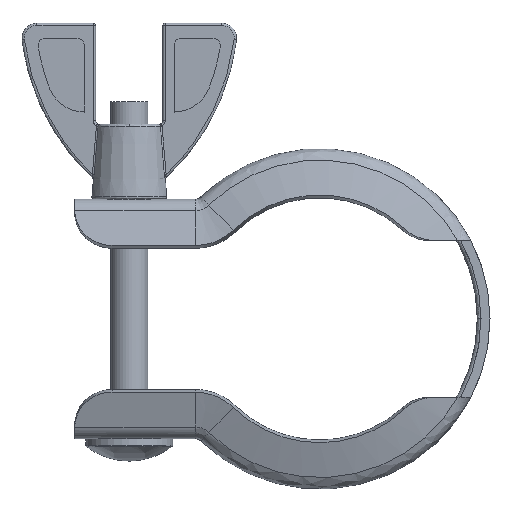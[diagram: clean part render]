
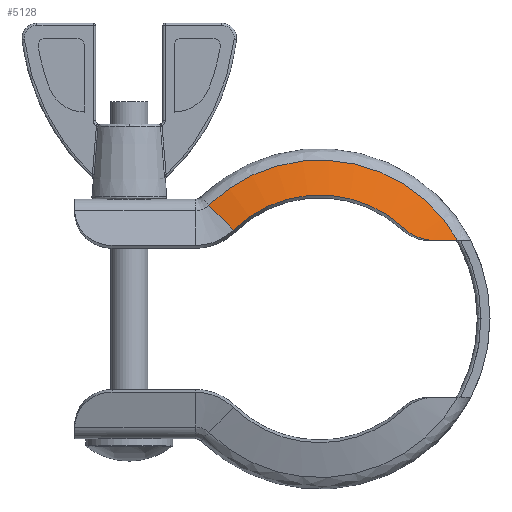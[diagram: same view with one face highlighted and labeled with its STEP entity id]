
A CAD part, top view. The second image highlights one B-rep face of the part: STEP entity #5128.
In plain terms, the highlighted conical face has half-angle 72.5 degrees and reference radius 21.212 mm.
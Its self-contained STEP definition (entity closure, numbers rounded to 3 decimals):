
#173 = CARTESIAN_POINT ( 'NONE',  ( 14.724, 10.5, 6.866 ) ) ;
#176 = EDGE_CURVE ( 'NONE', #4999, #2234, #265, .T. ) ;
#193 = DIRECTION ( 'NONE',  ( 1., 0., 0. ) ) ;
#265 = CIRCLE ( 'NONE', #8248, 16.55 ) ;
#618 = VERTEX_POINT ( 'NONE', #5200 ) ;
#670 = EDGE_CURVE ( 'NONE', #7472, #4999, #1701, .T. ) ;
#780 = CARTESIAN_POINT ( 'NONE',  ( 12.768, 11.047, 7.245 ) ) ;
#928 = ORIENTED_EDGE ( 'NONE', *, *, #8430, .T. ) ;
#1032 = CARTESIAN_POINT ( 'NONE',  ( 11.363, 12.033, 7.35 ) ) ;
#1142 = B_SPLINE_CURVE_WITH_KNOTS ( 'NONE', 3,
 ( #4550, #5742, #6533, #4362, #7312, #780, #3664, #5789, #7178, #3618, #173, #8055 ),
 .UNSPECIFIED., .F., .F.,
 ( 4, 2, 2, 2, 2, 4 ),
 ( 0., 0.001, 0.002, 0.002, 0.003, 0.004 ),
 .UNSPECIFIED. ) ;
#1179 = CIRCLE ( 'NONE', #3853, 21.212 ) ;
#1524 = CARTESIAN_POINT ( 'NONE',  ( -14.812, 15.183, 5.88 ) ) ;
#1701 = LINE ( 'NONE', #5979, #7290 ) ;
#2234 = VERTEX_POINT ( 'NONE', #1032 ) ;
#2354 = CARTESIAN_POINT ( 'NONE',  ( 0., 0., 5.88 ) ) ;
#2580 = ORIENTED_EDGE ( 'NONE', *, *, #670, .T. ) ;
#2608 = CARTESIAN_POINT ( 'NONE',  ( 16.187, 10.5, 6.488 ) ) ;
#2923 = DIRECTION ( 'NONE',  ( -1., 0., 0. ) ) ;
#3368 = ORIENTED_EDGE ( 'NONE', *, *, #3954, .F. ) ;
#3618 = CARTESIAN_POINT ( 'NONE',  ( 14.384, 10.536, 6.947 ) ) ;
#3664 = CARTESIAN_POINT ( 'NONE',  ( 12.925, 10.973, 7.222 ) ) ;
#3671 = DIRECTION ( 'NONE',  ( -1., 0., 0. ) ) ;
#3748 = DIRECTION ( 'NONE',  ( 0., 0., -1. ) ) ;
#3816 = CARTESIAN_POINT ( 'NONE',  ( 0., 0., 5.88 ) ) ;
#3853 = AXIS2_PLACEMENT_3D ( 'NONE', #3816, #5861, #193 ) ;
#3954 = EDGE_CURVE ( 'NONE', #7472, #618, #1179, .T. ) ;
#4000 = CARTESIAN_POINT ( 'NONE',  ( 15.062, 10.5, 6.779 ) ) ;
#4362 = CARTESIAN_POINT ( 'NONE',  ( 12.317, 11.297, 7.298 ) ) ;
#4550 = CARTESIAN_POINT ( 'NONE',  ( 11.363, 12.033, 7.35 ) ) ;
#4999 = VERTEX_POINT ( 'NONE', #5654 ) ;
#5058 = CARTESIAN_POINT ( 'NONE',  ( 0., 0., 7.35 ) ) ;
#5101 = EDGE_CURVE ( 'NONE', #2234, #7981, #1142, .T. ) ;
#5128 = ADVANCED_FACE ( 'NONE', ( #7224 ), #5659, .T. ) ;
#5200 = CARTESIAN_POINT ( 'NONE',  ( 18.43, 10.5, 5.88 ) ) ;
#5654 = CARTESIAN_POINT ( 'NONE',  ( -11.557, 11.846, 7.35 ) ) ;
#5659 = CONICAL_SURFACE ( 'NONE', #6393, 21.212, 1.265 ) ;
#5742 = CARTESIAN_POINT ( 'NONE',  ( 11.616, 11.793, 7.35 ) ) ;
#5789 = CARTESIAN_POINT ( 'NONE',  ( 13.4, 10.774, 7.148 ) ) ;
#5861 = DIRECTION ( 'NONE',  ( 0., 0., -1. ) ) ;
#5979 = CARTESIAN_POINT ( 'NONE',  ( -15.887, 16.284, 5.395 ) ) ;
#6082 = CARTESIAN_POINT ( 'NONE',  ( 17.31, 10.5, 6.187 ) ) ;
#6214 = CARTESIAN_POINT ( 'NONE',  ( 18.43, 10.5, 5.88 ) ) ;
#6393 = AXIS2_PLACEMENT_3D ( 'NONE', #2354, #3748, #2923 ) ;
#6400 = DIRECTION ( 'NONE',  ( 0., 0., -1. ) ) ;
#6533 = CARTESIAN_POINT ( 'NONE',  ( 11.887, 11.58, 7.337 ) ) ;
#6940 = CARTESIAN_POINT ( 'NONE',  ( 15.062, 10.5, 6.779 ) ) ;
#6974 = B_SPLINE_CURVE_WITH_KNOTS ( 'NONE', 3,
 ( #4000, #2608, #6082, #6214 ),
 .UNSPECIFIED., .F., .F.,
 ( 4, 4 ),
 ( 0., 0.003 ),
 .UNSPECIFIED. ) ;
#7178 = CARTESIAN_POINT ( 'NONE',  ( 13.723, 10.673, 7.087 ) ) ;
#7224 = FACE_OUTER_BOUND ( 'NONE', #8650, .T. ) ;
#7290 = VECTOR ( 'NONE', #8802, 1000. ) ;
#7312 = CARTESIAN_POINT ( 'NONE',  ( 12.465, 11.21, 7.283 ) ) ;
#7398 = ORIENTED_EDGE ( 'NONE', *, *, #5101, .T. ) ;
#7472 = VERTEX_POINT ( 'NONE', #1524 ) ;
#7981 = VERTEX_POINT ( 'NONE', #6940 ) ;
#8055 = CARTESIAN_POINT ( 'NONE',  ( 15.062, 10.5, 6.779 ) ) ;
#8248 = AXIS2_PLACEMENT_3D ( 'NONE', #5058, #6400, #3671 ) ;
#8430 = EDGE_CURVE ( 'NONE', #7981, #618, #6974, .T. ) ;
#8650 = EDGE_LOOP ( 'NONE', ( #8696, #7398, #928, #3368, #2580 ) ) ;
#8696 = ORIENTED_EDGE ( 'NONE', *, *, #176, .T. ) ;
#8802 = DIRECTION ( 'NONE',  ( 0.666, -0.683, 0.301 ) ) ;
